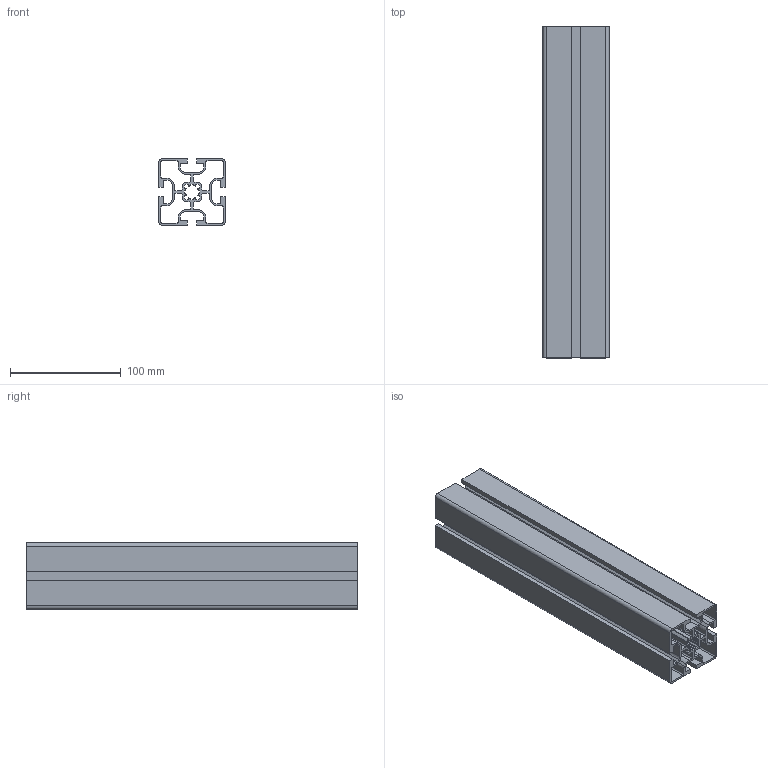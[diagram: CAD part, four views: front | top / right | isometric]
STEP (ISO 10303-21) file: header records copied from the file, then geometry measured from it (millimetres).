
FILE_DESCRIPTION (( 'STEP AP214' ), '1' );
FILE_NAME ('1728144990897.step', '2024-10-05T16:16:54', ( 'Windows User' ), ( '' ), 'SwSTEP 2.0', 'SolidWorks 2011', '' );
FILE_SCHEMA (( 'AUTOMOTIVE_DESIGN' ));
Length unit declared in the file: millimetre
Products named in the file (2): 1.11.060060.43Lx300.00(1); 1728144990897
Assembly tree (1 placements, depth 2):
  1728144990897
    1.11.060060.43Lx300.00(1)
Bounding box: 60 x 300 x 60 mm (x, y, z)
Volume: 290688.3 mm3; surface area: 265852.6 mm2
Topology: 1 solids, 1 shells, 240 faces, 714 edges, 476 vertices
Faces by surface type: plane 122, cylinder 118
Entity records: 8200 total; most frequent: DIRECTION 1438, CARTESIAN_POINT 1434, ORIENTED_EDGE 1428, EDGE_CURVE 714, AXIS2_PLACEMENT_3D 480, LINE 478, VECTOR 478, VERTEX_POINT 476
